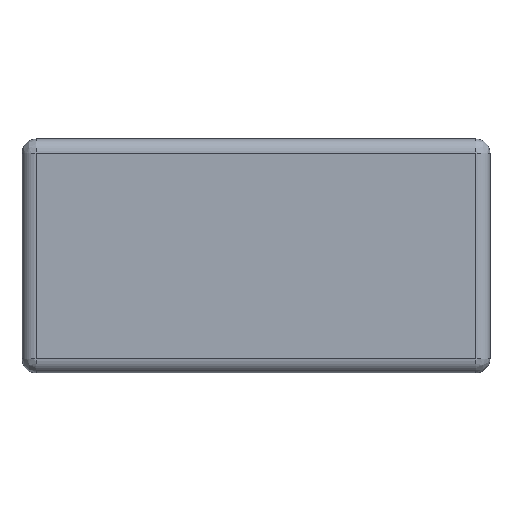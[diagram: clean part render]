
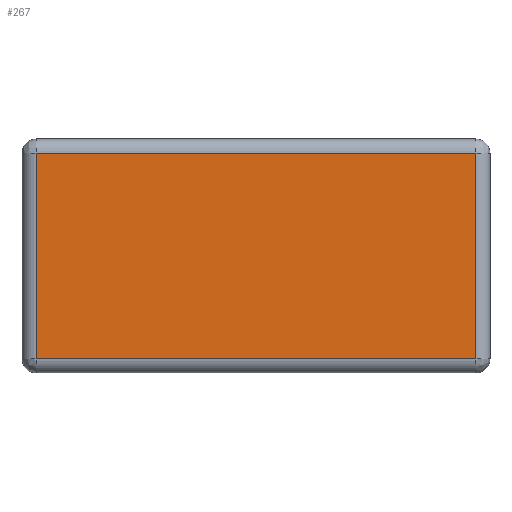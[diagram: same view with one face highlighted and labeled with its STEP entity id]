
A CAD part, front view. The second image highlights one B-rep face of the part: STEP entity #267.
In plain terms, the highlighted planar face has unit normal (0, -1, 0).
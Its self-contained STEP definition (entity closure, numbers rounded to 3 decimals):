
#42 = CARTESIAN_POINT ( 'NONE',  ( -47., -4., 30. ) ) ;
#43 = VERTEX_POINT ( 'NONE', #171 ) ;
#48 = DIRECTION ( 'NONE',  ( 0., 0., 1. ) ) ;
#78 = VECTOR ( 'NONE', #224, 1000. ) ;
#97 = EDGE_CURVE ( 'NONE', #512, #201, #168, .T. ) ;
#98 = CARTESIAN_POINT ( 'NONE',  ( 47., -4., 30. ) ) ;
#141 = CARTESIAN_POINT ( 'NONE',  ( 30., -4., 22. ) ) ;
#150 = CARTESIAN_POINT ( 'NONE',  ( -47., -4., -22. ) ) ;
#163 = EDGE_CURVE ( 'NONE', #201, #43, #231, .T. ) ;
#168 = LINE ( 'NONE', #42, #548 ) ;
#171 = CARTESIAN_POINT ( 'NONE',  ( 47., -4., 22. ) ) ;
#173 = PLANE ( 'NONE',  #549 ) ;
#188 = ORIENTED_EDGE ( 'NONE', *, *, #97, .F. ) ;
#201 = VERTEX_POINT ( 'NONE', #532 ) ;
#203 = VERTEX_POINT ( 'NONE', #301 ) ;
#216 = FACE_OUTER_BOUND ( 'NONE', #399, .T. ) ;
#220 = DIRECTION ( 'NONE',  ( 0., 1., 0. ) ) ;
#224 = DIRECTION ( 'NONE',  ( -1., 0., 0. ) ) ;
#227 = VECTOR ( 'NONE', #496, 1000. ) ;
#231 = LINE ( 'NONE', #141, #510 ) ;
#244 = ORIENTED_EDGE ( 'NONE', *, *, #163, .F. ) ;
#267 = ADVANCED_FACE ( 'NONE', ( #216 ), #173, .F. ) ;
#276 = LINE ( 'NONE', #359, #78 ) ;
#301 = CARTESIAN_POINT ( 'NONE',  ( 47., -4., -22. ) ) ;
#332 = DIRECTION ( 'NONE',  ( 0., 0., 1. ) ) ;
#354 = ORIENTED_EDGE ( 'NONE', *, *, #465, .F. ) ;
#359 = CARTESIAN_POINT ( 'NONE',  ( 30., -4., -22. ) ) ;
#393 = DIRECTION ( 'NONE',  ( 1., 0., 0. ) ) ;
#397 = ORIENTED_EDGE ( 'NONE', *, *, #479, .F. ) ;
#399 = EDGE_LOOP ( 'NONE', ( #188, #354, #397, #244 ) ) ;
#449 = LINE ( 'NONE', #98, #227 ) ;
#465 = EDGE_CURVE ( 'NONE', #203, #512, #276, .T. ) ;
#479 = EDGE_CURVE ( 'NONE', #43, #203, #449, .T. ) ;
#485 = CARTESIAN_POINT ( 'NONE',  ( 0., -4., 0. ) ) ;
#496 = DIRECTION ( 'NONE',  ( 0., 0., -1. ) ) ;
#510 = VECTOR ( 'NONE', #393, 1000. ) ;
#512 = VERTEX_POINT ( 'NONE', #150 ) ;
#532 = CARTESIAN_POINT ( 'NONE',  ( -47., -4., 22. ) ) ;
#548 = VECTOR ( 'NONE', #332, 1000. ) ;
#549 = AXIS2_PLACEMENT_3D ( 'NONE', #485, #220, #48 ) ;
